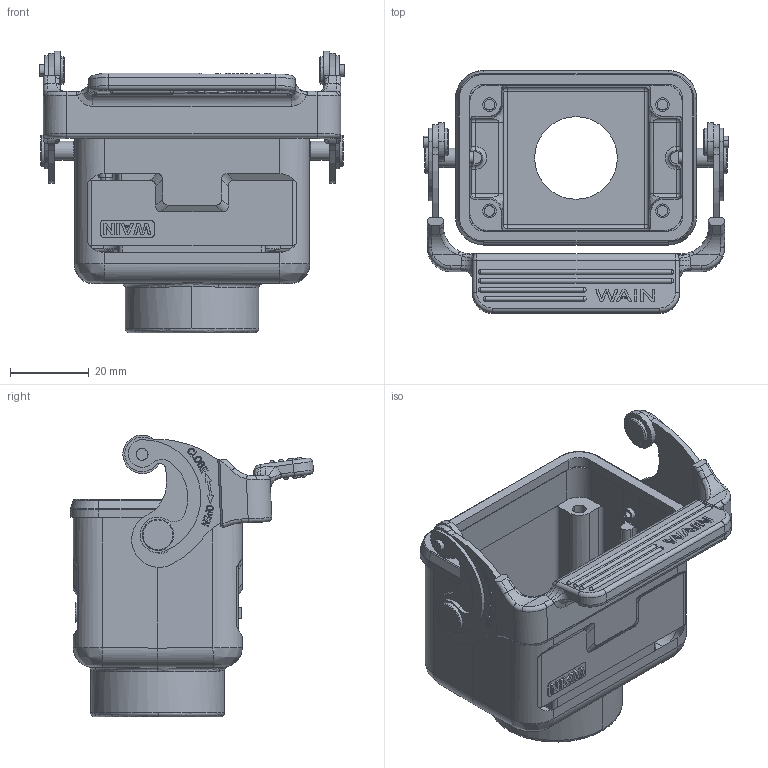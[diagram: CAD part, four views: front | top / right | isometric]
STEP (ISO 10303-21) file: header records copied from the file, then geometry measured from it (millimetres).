
FILE_DESCRIPTION(/* description */ (''),/* implementation_level */ '2;1');
FILE_NAME(/* name */ 'M25.stp',/* time_stamp */ '2022-08-15T14:57:04+08:00',/* author */ (''),/* organization */ (''),/* preprocessor_version */ 'ST-DEVELOPER v18.1',/* originating_system */ 'SIEMENS PLM Software NX 1980',/* authorisation */ '');
FILE_SCHEMA (('AP203_CONFIGURATION_CONTROLLED_3D_DESIGN_OF_MECHANICAL_PARTS_AND_ASSEMBLIES_MIM_LF { 1 0 10303 403 2 1 2}'));
Length unit declared in the file: millimetre
Products named in the file (1): M25
Bounding box: 77.52 x 61.86 x 71.67 mm (x, y, z)
Volume: 51271.7 mm3; surface area: 33026.2 mm2
Topology: 11 solids, 22 shells, 1206 faces, 3135 edges, 2032 vertices
Faces by surface type: plane 563, cylinder 468, torus 48, cone 41, extrusion 35, bspline 26, sphere 25
Full cylindrical faces by diameter (mm): 1.9 x2, 3 x4, 4.9 x2, 8 x2, 21 x1, 23.5 x1
Entity records: 43727 total; most frequent: CARTESIAN_POINT 13477, ORIENTED_EDGE 6166, DIRECTION 4811, EDGE_CURVE 3083, VERTEX_POINT 2027, AXIS2_PLACEMENT_3D 1660, VECTOR 1491, LINE 1456
